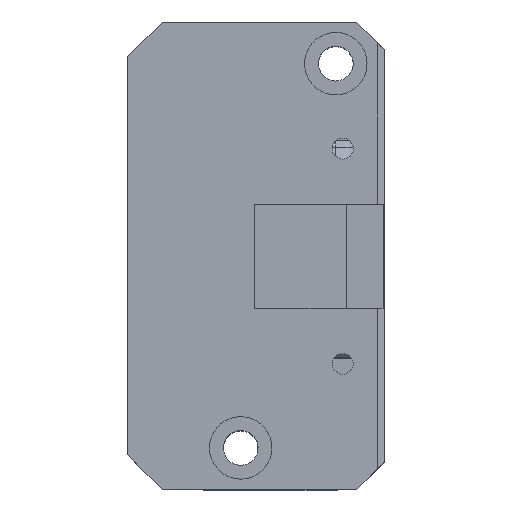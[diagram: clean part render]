
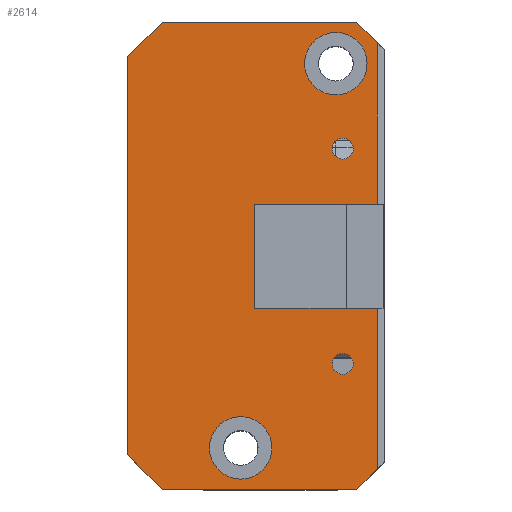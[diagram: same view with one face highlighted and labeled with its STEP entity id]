
A CAD part, top view. The second image highlights one B-rep face of the part: STEP entity #2614.
In plain terms, the highlighted planar face has unit normal (0, 0, 1).
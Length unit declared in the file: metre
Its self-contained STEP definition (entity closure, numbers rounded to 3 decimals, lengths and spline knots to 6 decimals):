
#49=CIRCLE('',#2772,0.0015);
#50=CIRCLE('',#2773,0.0015);
#51=CIRCLE('',#2774,0.0045);
#52=CIRCLE('',#2775,0.0045);
#110=ORIENTED_EDGE('',*,*,#856,.F.);
#111=ORIENTED_EDGE('',*,*,#857,.F.);
#112=ORIENTED_EDGE('',*,*,#858,.F.);
#113=ORIENTED_EDGE('',*,*,#859,.F.);
#114=ORIENTED_EDGE('',*,*,#860,.T.);
#115=ORIENTED_EDGE('',*,*,#861,.F.);
#116=ORIENTED_EDGE('',*,*,#862,.T.);
#117=ORIENTED_EDGE('',*,*,#863,.T.);
#118=ORIENTED_EDGE('',*,*,#864,.T.);
#119=ORIENTED_EDGE('',*,*,#865,.T.);
#120=ORIENTED_EDGE('',*,*,#866,.T.);
#121=ORIENTED_EDGE('',*,*,#867,.T.);
#122=ORIENTED_EDGE('',*,*,#868,.T.);
#123=ORIENTED_EDGE('',*,*,#869,.T.);
#124=ORIENTED_EDGE('',*,*,#870,.T.);
#125=ORIENTED_EDGE('',*,*,#871,.T.);
#856=EDGE_CURVE('',#1229,#1229,#49,.T.);
#857=EDGE_CURVE('',#1230,#1230,#50,.T.);
#858=EDGE_CURVE('',#1231,#1231,#51,.T.);
#859=EDGE_CURVE('',#1232,#1232,#52,.T.);
#860=EDGE_CURVE('',#1233,#1234,#1485,.T.);
#861=EDGE_CURVE('',#1235,#1234,#1486,.T.);
#862=EDGE_CURVE('',#1235,#1236,#1487,.T.);
#863=EDGE_CURVE('',#1236,#1237,#1488,.F.);
#864=EDGE_CURVE('',#1237,#1238,#1489,.T.);
#865=EDGE_CURVE('',#1238,#1239,#1490,.T.);
#866=EDGE_CURVE('',#1239,#1240,#1491,.T.);
#867=EDGE_CURVE('',#1240,#1241,#1492,.T.);
#868=EDGE_CURVE('',#1241,#1242,#1493,.T.);
#869=EDGE_CURVE('',#1242,#1243,#1494,.F.);
#870=EDGE_CURVE('',#1243,#1244,#1495,.T.);
#871=EDGE_CURVE('',#1244,#1233,#1496,.T.);
#1229=VERTEX_POINT('',#3698);
#1230=VERTEX_POINT('',#3700);
#1231=VERTEX_POINT('',#3702);
#1232=VERTEX_POINT('',#3704);
#1233=VERTEX_POINT('',#3706);
#1234=VERTEX_POINT('',#3707);
#1235=VERTEX_POINT('',#3709);
#1236=VERTEX_POINT('',#3711);
#1237=VERTEX_POINT('',#3713);
#1238=VERTEX_POINT('',#3715);
#1239=VERTEX_POINT('',#3717);
#1240=VERTEX_POINT('',#3719);
#1241=VERTEX_POINT('',#3721);
#1242=VERTEX_POINT('',#3723);
#1243=VERTEX_POINT('',#3725);
#1244=VERTEX_POINT('',#3727);
#1485=LINE('',#3705,#1812);
#1486=LINE('',#3708,#1813);
#1487=LINE('',#3710,#1814);
#1488=LINE('',#3712,#1815);
#1489=LINE('',#3714,#1816);
#1490=LINE('',#3716,#1817);
#1491=LINE('',#3718,#1818);
#1492=LINE('',#3720,#1819);
#1493=LINE('',#3722,#1820);
#1494=LINE('',#3724,#1821);
#1495=LINE('',#3726,#1822);
#1496=LINE('',#3728,#1823);
#1812=VECTOR('',#2989,1.);
#1813=VECTOR('',#2990,1.);
#1814=VECTOR('',#2991,1.);
#1815=VECTOR('',#2992,1.);
#1816=VECTOR('',#2993,1.);
#1817=VECTOR('',#2994,1.);
#1818=VECTOR('',#2995,1.);
#1819=VECTOR('',#2996,1.);
#1820=VECTOR('',#2997,1.);
#1821=VECTOR('',#2998,1.);
#1822=VECTOR('',#2999,1.);
#1823=VECTOR('',#3000,1.);
#2121=EDGE_LOOP('',(#110));
#2122=EDGE_LOOP('',(#111));
#2123=EDGE_LOOP('',(#112));
#2124=EDGE_LOOP('',(#113));
#2125=EDGE_LOOP('',(#114,#115,#116,#117,#118,#119,#120,#121,#122,#123,#124,
#125));
#2308=FACE_BOUND('',#2121,.T.);
#2309=FACE_BOUND('',#2122,.T.);
#2310=FACE_BOUND('',#2123,.T.);
#2311=FACE_BOUND('',#2124,.T.);
#2312=FACE_BOUND('',#2125,.T.);
#2494=PLANE('',#2771);
#2614=ADVANCED_FACE('',(#2308,#2309,#2310,#2311,#2312),#2494,.T.);
#2771=AXIS2_PLACEMENT_3D('',#3696,#2979,#2980);
#2772=AXIS2_PLACEMENT_3D('',#3697,#2981,#2982);
#2773=AXIS2_PLACEMENT_3D('',#3699,#2983,#2984);
#2774=AXIS2_PLACEMENT_3D('',#3701,#2985,#2986);
#2775=AXIS2_PLACEMENT_3D('',#3703,#2987,#2988);
#2979=DIRECTION('',(0.,0.,1.));
#2980=DIRECTION('',(1.,0.,0.));
#2981=DIRECTION('',(0.,0.,1.));
#2982=DIRECTION('',(0.,-1.,0.));
#2983=DIRECTION('',(0.,0.,1.));
#2984=DIRECTION('',(0.,-1.,0.));
#2985=DIRECTION('',(0.,0.,1.));
#2986=DIRECTION('',(0.,-1.,0.));
#2987=DIRECTION('',(0.,0.,1.));
#2988=DIRECTION('',(0.,-1.,0.));
#2989=DIRECTION('',(0.,1.,0.));
#2990=DIRECTION('',(-1.,0.,0.));
#2991=DIRECTION('',(0.,1.,0.));
#2992=DIRECTION('',(0.707,-0.707,0.));
#2993=DIRECTION('',(-1.,0.,0.));
#2994=DIRECTION('',(-0.707,-0.707,0.));
#2995=DIRECTION('',(0.,-1.,0.));
#2996=DIRECTION('',(0.707,-0.707,0.));
#2997=DIRECTION('',(1.,0.,0.));
#2998=DIRECTION('',(-0.707,-0.707,0.));
#2999=DIRECTION('',(0.,1.,0.));
#3000=DIRECTION('',(-1.,0.,0.));
#3696=CARTESIAN_POINT('',(0.0032,0.002075,0.05));
#3697=CARTESIAN_POINT('',(0.0157,-0.0135,0.05));
#3698=CARTESIAN_POINT('',(0.0157,-0.015,0.05));
#3699=CARTESIAN_POINT('',(0.0157,0.0175,0.05));
#3700=CARTESIAN_POINT('',(0.0157,0.016,0.05));
#3701=CARTESIAN_POINT('',(0.0147,0.02975,0.05));
#3702=CARTESIAN_POINT('',(0.0147,0.02525,0.05));
#3703=CARTESIAN_POINT('',(0.001,-0.0256,0.05));
#3704=CARTESIAN_POINT('',(0.001,-0.0301,0.05));
#3705=CARTESIAN_POINT('',(0.003,0.002075,0.05));
#3706=CARTESIAN_POINT('',(0.003,-0.0055,0.05));
#3707=CARTESIAN_POINT('',(0.003,0.0095,0.05));
#3708=CARTESIAN_POINT('',(0.0032,0.0095,0.05));
#3709=CARTESIAN_POINT('',(0.0207,0.0095,0.05));
#3710=CARTESIAN_POINT('',(0.0207,0.03175,0.05));
#3711=CARTESIAN_POINT('',(0.0207,0.03275,0.05));
#3712=CARTESIAN_POINT('',(0.027288,0.026163,0.05));
#3713=CARTESIAN_POINT('',(0.0177,0.03575,0.05));
#3714=CARTESIAN_POINT('',(0.0032,0.03575,0.05));
#3715=CARTESIAN_POINT('',(-0.0103,0.03575,0.05));
#3716=CARTESIAN_POINT('',(-0.020387,0.025663,0.05));
#3717=CARTESIAN_POINT('',(-0.0153,0.03075,0.05));
#3718=CARTESIAN_POINT('',(-0.0153,0.002075,0.05));
#3719=CARTESIAN_POINT('',(-0.0153,-0.0266,0.05));
#3720=CARTESIAN_POINT('',(-0.020387,-0.021513,0.05));
#3721=CARTESIAN_POINT('',(-0.0103,-0.0316,0.05));
#3722=CARTESIAN_POINT('',(0.0032,-0.0316,0.05));
#3723=CARTESIAN_POINT('',(0.0177,-0.0316,0.05));
#3724=CARTESIAN_POINT('',(0.027288,-0.022013,0.05));
#3725=CARTESIAN_POINT('',(0.0207,-0.0286,0.05));
#3726=CARTESIAN_POINT('',(0.0207,-0.0055,0.05));
#3727=CARTESIAN_POINT('',(0.0207,-0.0055,0.05));
#3728=CARTESIAN_POINT('',(0.0032,-0.0055,0.05));
